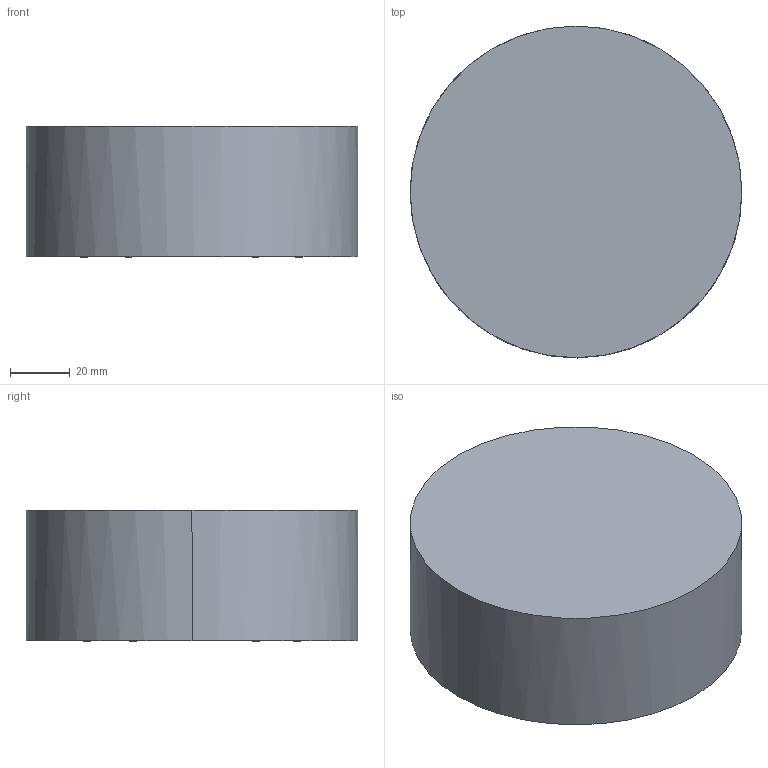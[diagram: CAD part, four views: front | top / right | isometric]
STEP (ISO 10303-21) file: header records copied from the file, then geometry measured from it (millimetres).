
FILE_DESCRIPTION(('CATIA V5 STEP Exchange','CAx-IF Rec.Pracs.--- Model Styling and Organization---1.4--- 2014-01-23'),'2;1');
FILE_NAME('GWA9543.stp','2024-02-13T13:26:20+00:00',('none'),('none'),'CATIA Version 5-6 Release 2019 SP6','CATIA V5 STEP AP214 v1','none');
FILE_SCHEMA(('AUTOMOTIVE_DESIGN { 1 0 10303 214 1 1 1 1 }'));
Length unit declared in the file: millimetre
Products named in the file (1): GWA9543
Bounding box: 111 x 111 x 43.9 mm (x, y, z)
Volume: 393637.8 mm3; surface area: 36236.5 mm2
Topology: 1 solids, 1 shells, 77 faces, 177 edges, 118 vertices
Faces by surface type: cylinder 45, plane 32
Entity records: 2120 total; most frequent: CARTESIAN_POINT 373, ORIENTED_EDGE 354, DIRECTION 273, EDGE_CURVE 177, AXIS2_PLACEMENT_3D 138, VERTEX_POINT 118, EDGE_LOOP 93, CIRCLE 88
